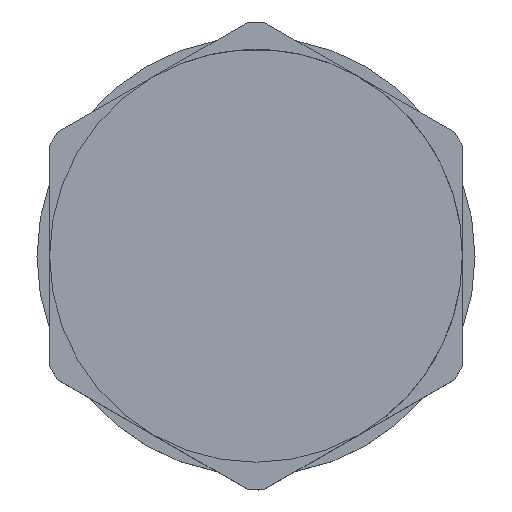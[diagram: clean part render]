
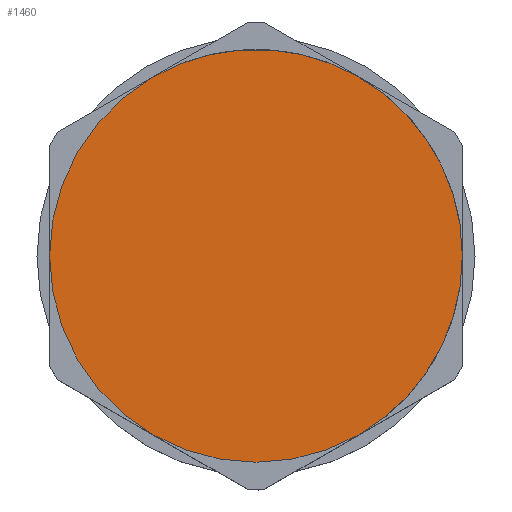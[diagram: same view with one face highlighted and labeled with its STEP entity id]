
A CAD part, top view. The second image highlights one B-rep face of the part: STEP entity #1460.
In plain terms, the highlighted planar face has unit normal (0, 0, 1).
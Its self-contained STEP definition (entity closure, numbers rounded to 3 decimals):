
#1439=AXIS2_PLACEMENT_3D('Circle Axis2P3D',#1437,#1438,$) ;
#1454=AXIS2_PLACEMENT_3D('Plane Axis2P3D',#1451,#1452,#1453) ;
#1396=CARTESIAN_POINT('Vertex',(4.21,14.995,15.)) ;
#1400=CARTESIAN_POINT('Control Point',(11.71,2.005,15.)) ;
#1401=CARTESIAN_POINT('Control Point',(12.73,2.594,15.)) ;
#1402=CARTESIAN_POINT('Control Point',(13.634,3.383,15.)) ;
#1403=CARTESIAN_POINT('Control Point',(14.371,4.343,15.)) ;
#1404=CARTESIAN_POINT('Control Point',(15.427,6.499,15.)) ;
#1405=CARTESIAN_POINT('Control Point',(15.59,8.895,15.)) ;
#1406=CARTESIAN_POINT('Control Point',(15.433,10.094,15.)) ;
#1407=CARTESIAN_POINT('Control Point',(14.655,12.366,15.)) ;
#1408=CARTESIAN_POINT('Control Point',(13.076,14.175,15.)) ;
#1409=CARTESIAN_POINT('Control Point',(12.117,14.911,15.)) ;
#1410=CARTESIAN_POINT('Control Point',(9.961,15.968,15.)) ;
#1411=CARTESIAN_POINT('Control Point',(7.565,16.131,15.)) ;
#1412=CARTESIAN_POINT('Control Point',(6.366,15.973,15.)) ;
#1413=CARTESIAN_POINT('Control Point',(5.23,15.584,15.)) ;
#1414=CARTESIAN_POINT('Control Point',(4.21,14.995,15.)) ;
#1415=CARTESIAN_POINT('Vertex',(11.71,2.005,15.)) ;
#1437=CARTESIAN_POINT('Axis2P3D Location',(7.96,8.5,15.)) ;
#1451=CARTESIAN_POINT('Axis2P3D Location',(7.96,8.5,15.)) ;
#1438=DIRECTION('Axis2P3D Direction',(0.,0.,1.)) ;
#1452=DIRECTION('Axis2P3D Direction',(0.,0.,1.)) ;
#1453=DIRECTION('Axis2P3D XDirection',(0.5,-0.866,0.)) ;
#1457=ORIENTED_EDGE('',*,*,#1417,.T.) ;
#1458=ORIENTED_EDGE('',*,*,#1441,.T.) ;
#1460=ADVANCED_FACE('PartBody',(#1459),#1455,.T.) ;
#1399=B_SPLINE_CURVE_WITH_KNOTS('',5,(#1400,#1401,#1402,#1403,#1404,#1405,#1406,#1407,#1408,#1409,#1410,#1411,#1412,#1413,#1414),.UNSPECIFIED.,.F.,.U.,(6,3,3,3,6),(-11.781,-5.89,0.,5.89,11.781),.UNSPECIFIED.) ;
#1440=CIRCLE('generated circle',#1439,7.5) ;
#1417=EDGE_CURVE('',#1416,#1397,#1399,.T.) ;
#1441=EDGE_CURVE('',#1397,#1416,#1440,.T.) ;
#1456=EDGE_LOOP('',(#1457,#1458)) ;
#1459=FACE_OUTER_BOUND('',#1456,.T.) ;
#1455=PLANE('',#1454) ;
#1397=VERTEX_POINT('',#1396) ;
#1416=VERTEX_POINT('',#1415) ;
